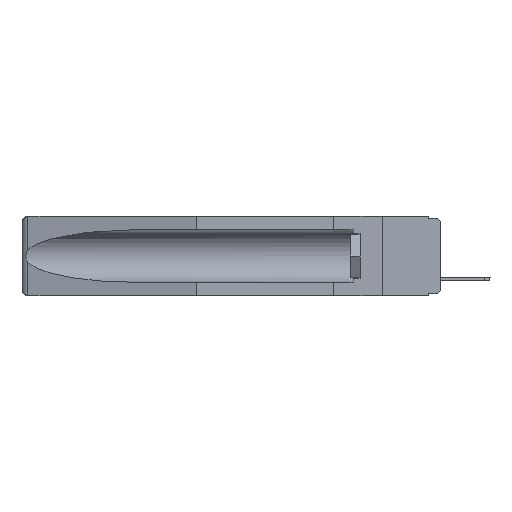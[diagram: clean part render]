
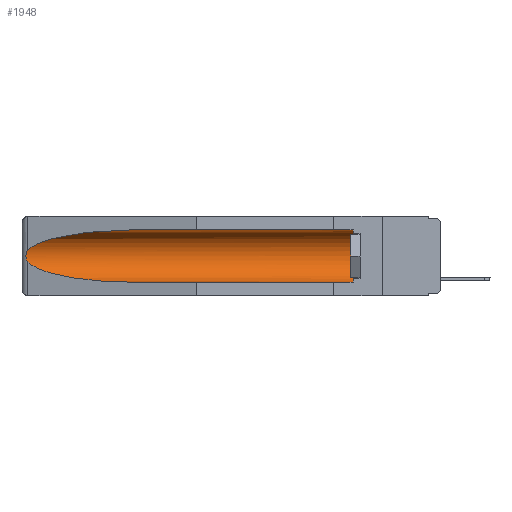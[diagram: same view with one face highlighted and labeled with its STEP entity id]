
A CAD part, left-side view. The second image highlights one B-rep face of the part: STEP entity #1948.
In plain terms, the highlighted cylindrical face has radius 2.857 mm (diameter 5.715 mm), a partial arc.
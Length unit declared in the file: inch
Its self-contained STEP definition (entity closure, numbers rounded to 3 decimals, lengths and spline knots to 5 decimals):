
#29 = ORIENTED_EDGE ( 'NONE', *, *, #860, .T. ) ;
#400 = ORIENTED_EDGE ( 'NONE', *, *, #2232, .T. ) ;
#545 = VERTEX_POINT ( 'NONE', #849 ) ;
#849 = CARTESIAN_POINT ( 'NONE',  ( 0.26537, 1.52718, -0.14972 ) ) ;
#860 = EDGE_CURVE ( 'NONE', #12351, #13697, #13587, .T. ) ;
#887 = CARTESIAN_POINT ( 'NONE',  ( 0.26597, 1.5296, -0.19026 ) ) ;
#975 = CARTESIAN_POINT ( 'NONE',  ( 0.26654, 1.53092, -0.15636 ) ) ;
#1124 = VECTOR ( 'NONE', #10142, 39.37008 ) ;
#1200 = CARTESIAN_POINT ( 'NONE',  ( 0.2675, 1.53308, -0.16763 ) ) ;
#1647 = CARTESIAN_POINT ( 'NONE',  ( 0.155, -0.30754, -0.059 ) ) ;
#1667 = CARTESIAN_POINT ( 'NONE',  ( 0.26537, 1.52718, -0.14972 ) ) ;
#1721 = ORIENTED_EDGE ( 'NONE', *, *, #11172, .T. ) ;
#1948 = ADVANCED_FACE ( 'NONE', ( #9509 ), #4457, .F. ) ;
#1984 = DIRECTION ( 'NONE',  ( 0., 1., 0. ) ) ;
#2232 = EDGE_CURVE ( 'NONE', #12184, #13441, #7685, .T. ) ;
#2270 = ORIENTED_EDGE ( 'NONE', *, *, #5885, .F. ) ;
#2453 = VECTOR ( 'NONE', #6853, 39.37008 ) ;
#2512 = CARTESIAN_POINT ( 'NONE',  ( 0.155, 1.07973, -0.284 ) ) ;
#3361 = CARTESIAN_POINT ( 'NONE',  ( 0.155, -0.30754, -0.284 ) ) ;
#3576 = CARTESIAN_POINT ( 'NONE',  ( 0.26537, 1.52718, -0.14972 ) ) ;
#3907 = AXIS2_PLACEMENT_3D ( 'NONE', #15312, #1984, #15538 ) ;
#4067 = CARTESIAN_POINT ( 'NONE',  ( 0.155, 1.07973, -0.059 ) ) ;
#4174 = AXIS2_PLACEMENT_3D ( 'NONE', #13942, #7989, #6802 ) ;
#4320 = B_SPLINE_CURVE_WITH_KNOTS ( 'NONE', 3,
 ( #3576, #15554, #975, #8118, #1200, #5730, #10637, #12946, #887, #15484 ),
 .UNSPECIFIED., .F., .F.,
 ( 4, 2, 2, 2, 4 ),
 ( 0., 0.00029, 0.00058, 0.00087, 0.00117 ),
 .UNSPECIFIED. ) ;
#4457 = CYLINDRICAL_SURFACE ( 'NONE', #3907, 0.1125 ) ;
#4574 = LINE ( 'NONE', #3361, #2453 ) ;
#4635 = CARTESIAN_POINT ( 'NONE',  ( 0.155, 0.126, -0.059 ) ) ;
#5112 = VERTEX_POINT ( 'NONE', #6084 ) ;
#5138 = CARTESIAN_POINT ( 'NONE',  ( 0.25451, 1.48313, -0.24835 ) ) ;
#5212 = CARTESIAN_POINT ( 'NONE',  ( 0.26537, 1.52718, -0.19328 ) ) ;
#5730 = CARTESIAN_POINT ( 'NONE',  ( 0.2675, 1.53308, -0.17534 ) ) ;
#5885 = EDGE_CURVE ( 'NONE', #5112, #13697, #4574, .T. ) ;
#6084 = CARTESIAN_POINT ( 'NONE',  ( 0.155, 0.126, -0.284 ) ) ;
#6717 = ORIENTED_EDGE ( 'NONE', *, *, #9465, .T. ) ;
#6802 = DIRECTION ( 'NONE',  ( 0., 0., 1. ) ) ;
#6853 = DIRECTION ( 'NONE',  ( 0., 1., 0. ) ) ;
#7151 = CARTESIAN_POINT ( 'NONE',  ( 0.155, 1.07973, -0.059 ) ) ;
#7685 = LINE ( 'NONE', #1647, #1124 ) ;
#7707 = CIRCLE ( 'NONE', #4174, 0.1125 ) ;
#7989 = DIRECTION ( 'NONE',  ( 0., -1., 0. ) ) ;
#8118 = CARTESIAN_POINT ( 'NONE',  ( 0.2673, 1.5327, -0.16383 ) ) ;
#9227 =( BOUNDED_CURVE ( )  B_SPLINE_CURVE ( 3, ( #4067, #15001, #13732, #1667 ),
 .UNSPECIFIED., .F., .F. ) 
 B_SPLINE_CURVE_WITH_KNOTS ( ( 4, 4 ),
 ( 4.71239, 6.08839 ),
 .UNSPECIFIED. ) 
 CURVE ( )  GEOMETRIC_REPRESENTATION_ITEM ( )  RATIONAL_B_SPLINE_CURVE ( ( 1., 0.848, 0.848, 1. ) ) 
 REPRESENTATION_ITEM ( '' )  );
#9465 = EDGE_CURVE ( 'NONE', #545, #12351, #4320, .T. ) ;
#9509 = FACE_OUTER_BOUND ( 'NONE', #13904, .T. ) ;
#10142 = DIRECTION ( 'NONE',  ( 0., 1., 0. ) ) ;
#10637 = CARTESIAN_POINT ( 'NONE',  ( 0.2673, 1.53269, -0.17917 ) ) ;
#11172 = EDGE_CURVE ( 'NONE', #5112, #12184, #7707, .T. ) ;
#11312 = ORIENTED_EDGE ( 'NONE', *, *, #15654, .T. ) ;
#12184 = VERTEX_POINT ( 'NONE', #4635 ) ;
#12351 = VERTEX_POINT ( 'NONE', #14600 ) ;
#12946 = CARTESIAN_POINT ( 'NONE',  ( 0.26655, 1.53094, -0.18657 ) ) ;
#13441 = VERTEX_POINT ( 'NONE', #7151 ) ;
#13457 = CARTESIAN_POINT ( 'NONE',  ( 0.21114, 1.30732, -0.284 ) ) ;
#13587 =( BOUNDED_CURVE ( )  B_SPLINE_CURVE ( 3, ( #5212, #5138, #13457, #2512 ),
 .UNSPECIFIED., .F., .F. ) 
 B_SPLINE_CURVE_WITH_KNOTS ( ( 4, 4 ),
 ( 0.1948, 1.5708 ),
 .UNSPECIFIED. ) 
 CURVE ( )  GEOMETRIC_REPRESENTATION_ITEM ( )  RATIONAL_B_SPLINE_CURVE ( ( 1., 0.848, 0.848, 1. ) ) 
 REPRESENTATION_ITEM ( '' )  );
#13697 = VERTEX_POINT ( 'NONE', #15159 ) ;
#13732 = CARTESIAN_POINT ( 'NONE',  ( 0.25451, 1.48313, -0.09465 ) ) ;
#13904 = EDGE_LOOP ( 'NONE', ( #11312, #6717, #29, #2270, #1721, #400 ) ) ;
#13942 = CARTESIAN_POINT ( 'NONE',  ( 0.155, 0.126, -0.1715 ) ) ;
#14600 = CARTESIAN_POINT ( 'NONE',  ( 0.26537, 1.52718, -0.19328 ) ) ;
#15001 = CARTESIAN_POINT ( 'NONE',  ( 0.21114, 1.30732, -0.059 ) ) ;
#15159 = CARTESIAN_POINT ( 'NONE',  ( 0.155, 1.07973, -0.284 ) ) ;
#15312 = CARTESIAN_POINT ( 'NONE',  ( 0.155, -0.30754, -0.1715 ) ) ;
#15484 = CARTESIAN_POINT ( 'NONE',  ( 0.26537, 1.52718, -0.19328 ) ) ;
#15538 = DIRECTION ( 'NONE',  ( 0., 0., 1. ) ) ;
#15554 = CARTESIAN_POINT ( 'NONE',  ( 0.26597, 1.52961, -0.15275 ) ) ;
#15654 = EDGE_CURVE ( 'NONE', #13441, #545, #9227, .T. ) ;
